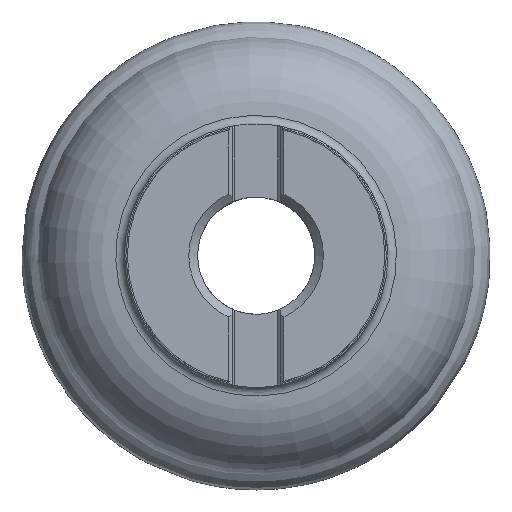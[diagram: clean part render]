
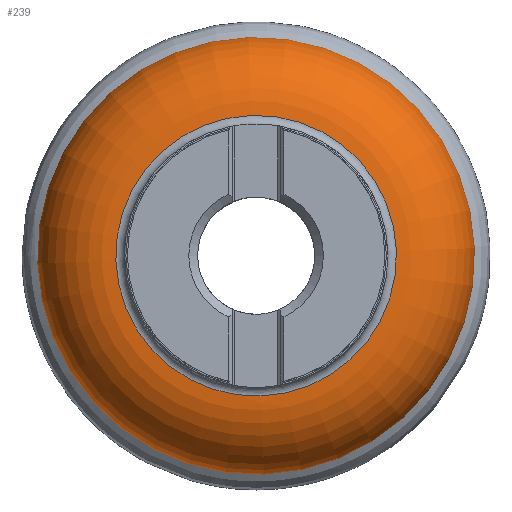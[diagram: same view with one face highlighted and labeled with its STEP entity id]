
A CAD part, top view. The second image highlights one B-rep face of the part: STEP entity #239.
In plain terms, the highlighted toroidal (fillet/blend) face has major radius 47.564 mm and minor radius 27.317 mm.
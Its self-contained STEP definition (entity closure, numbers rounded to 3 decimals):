
#216=TOROIDAL_SURFACE('',#968,47.564,27.317);
#239=ADVANCED_FACE('CN_SU3',(#314,#315),#216,.T.);
#314=FACE_BOUND('',#355,.T.);
#315=FACE_BOUND('',#356,.T.);
#355=EDGE_LOOP('',(#434));
#356=EDGE_LOOP('',(#435));
#434=ORIENTED_EDGE('',*,*,#677,.T.);
#435=ORIENTED_EDGE('',*,*,#659,.T.);
#591=VERTEX_POINT('',#1344);
#609=VERTEX_POINT('',#1383);
#659=EDGE_CURVE('',#591,#591,#750,.T.);
#677=EDGE_CURVE('',#609,#609,#756,.T.);
#750=CIRCLE('',#950,74.881);
#756=CIRCLE('',#967,47.957);
#950=AXIS2_PLACEMENT_3D('',#1343,#1093,#1094);
#967=AXIS2_PLACEMENT_3D('',#1382,#1131,#1132);
#968=AXIS2_PLACEMENT_3D('',#1384,#1133,#1134);
#1093=DIRECTION('',(0.,0.,1.));
#1094=DIRECTION('',(-0.035,0.999,0.));
#1131=DIRECTION('',(0.,0.,-1.));
#1132=DIRECTION('',(0.035,-0.999,0.));
#1133=DIRECTION('',(0.,0.,1.));
#1134=DIRECTION('',(-0.035,0.999,0.));
#1343=CARTESIAN_POINT('',(0.,0.,-45.196));
#1344=CARTESIAN_POINT('',(-2.613,74.835,-45.196));
#1382=CARTESIAN_POINT('',(0.,0.,-17.882));
#1383=CARTESIAN_POINT('',(1.674,-47.928,-17.882));
#1384=CARTESIAN_POINT('',(0.,0.,-45.196));
